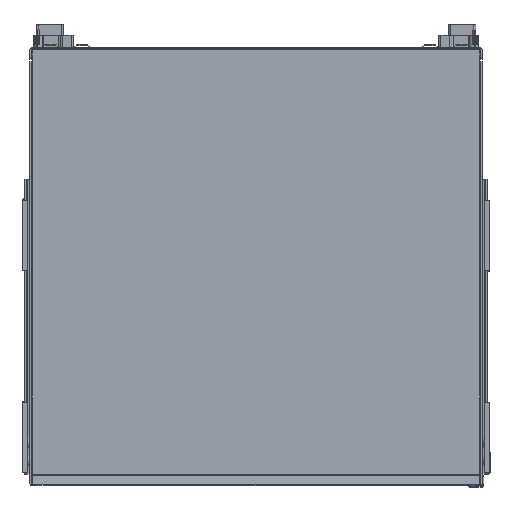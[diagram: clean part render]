
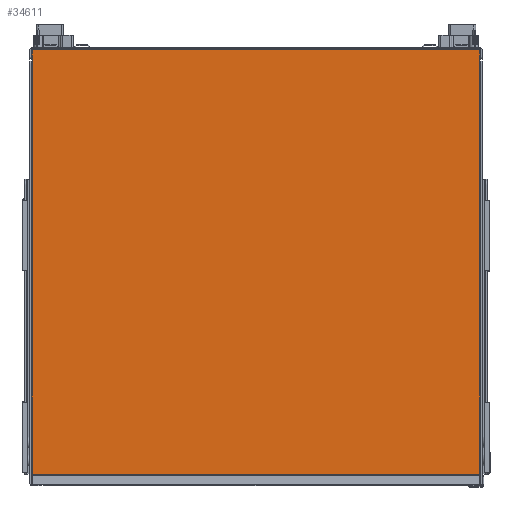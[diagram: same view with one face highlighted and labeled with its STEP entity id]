
A CAD part, top view. The second image highlights one B-rep face of the part: STEP entity #34611.
In plain terms, the highlighted planar face has unit normal (0, 0, 1).
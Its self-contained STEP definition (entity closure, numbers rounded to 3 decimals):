
#893=PLANE('',#36976);
#2434=FACE_OUTER_BOUND('',#4388,.T.);
#4388=EDGE_LOOP('',(#26362,#26363,#26364,#26365,#26366,#26367,#26368,#26369,
#26370,#26371,#26372,#26373,#26374,#26375));
#6104=LINE('',#49409,#10228);
#6126=LINE('',#49456,#10250);
#7261=LINE('',#54254,#11385);
#7264=LINE('',#54260,#11388);
#7265=LINE('',#54263,#11389);
#7267=LINE('',#54267,#11391);
#7271=LINE('',#54279,#11395);
#7272=LINE('',#54281,#11396);
#7273=LINE('',#54283,#11397);
#7274=LINE('',#54284,#11398);
#7275=LINE('',#54286,#11399);
#7276=LINE('',#54287,#11400);
#10228=VECTOR('',#39596,10.);
#10250=VECTOR('',#39628,10.);
#11385=VECTOR('',#41803,10.);
#11388=VECTOR('',#41808,10.);
#11389=VECTOR('',#41811,10.);
#11391=VECTOR('',#41815,10.);
#11395=VECTOR('',#41835,10.);
#11396=VECTOR('',#41838,10.);
#11397=VECTOR('',#41839,10.);
#11398=VECTOR('',#41840,10.);
#11399=VECTOR('',#41841,10.);
#11400=VECTOR('',#41842,10.);
#14290=CIRCLE('',#36437,1.);
#14293=CIRCLE('',#36443,1.);
#15267=VERTEX_POINT('',#49396);
#15268=VERTEX_POINT('',#49397);
#15272=VERTEX_POINT('',#49407);
#15290=VERTEX_POINT('',#49448);
#15291=VERTEX_POINT('',#49449);
#15292=VERTEX_POINT('',#49454);
#16168=VERTEX_POINT('',#54250);
#16169=VERTEX_POINT('',#54252);
#16170=VERTEX_POINT('',#54256);
#16171=VERTEX_POINT('',#54258);
#16172=VERTEX_POINT('',#54262);
#16173=VERTEX_POINT('',#54266);
#16174=VERTEX_POINT('',#54282);
#16175=VERTEX_POINT('',#54285);
#18632=EDGE_CURVE('',#15267,#15268,#14290,.T.);
#18638=EDGE_CURVE('',#15272,#15267,#6104,.T.);
#18658=EDGE_CURVE('',#15290,#15291,#14293,.T.);
#18662=EDGE_CURVE('',#15292,#15290,#6126,.T.);
#19946=EDGE_CURVE('',#16169,#16168,#7261,.T.);
#19949=EDGE_CURVE('',#16171,#16170,#7264,.T.);
#19950=EDGE_CURVE('',#16172,#15291,#7265,.T.);
#19952=EDGE_CURVE('',#15268,#16173,#7267,.T.);
#19960=EDGE_CURVE('',#16173,#15292,#7271,.T.);
#19961=EDGE_CURVE('',#16168,#15272,#7272,.T.);
#19962=EDGE_CURVE('',#16174,#16169,#7273,.T.);
#19963=EDGE_CURVE('',#16174,#16170,#7274,.T.);
#19964=EDGE_CURVE('',#16175,#16171,#7275,.T.);
#19965=EDGE_CURVE('',#16175,#16172,#7276,.T.);
#26362=ORIENTED_EDGE('',*,*,#18632,.F.);
#26363=ORIENTED_EDGE('',*,*,#18638,.F.);
#26364=ORIENTED_EDGE('',*,*,#19961,.F.);
#26365=ORIENTED_EDGE('',*,*,#19946,.F.);
#26366=ORIENTED_EDGE('',*,*,#19962,.F.);
#26367=ORIENTED_EDGE('',*,*,#19963,.T.);
#26368=ORIENTED_EDGE('',*,*,#19949,.F.);
#26369=ORIENTED_EDGE('',*,*,#19964,.F.);
#26370=ORIENTED_EDGE('',*,*,#19965,.T.);
#26371=ORIENTED_EDGE('',*,*,#19950,.T.);
#26372=ORIENTED_EDGE('',*,*,#18658,.F.);
#26373=ORIENTED_EDGE('',*,*,#18662,.F.);
#26374=ORIENTED_EDGE('',*,*,#19960,.F.);
#26375=ORIENTED_EDGE('',*,*,#19952,.F.);
#34611=ADVANCED_FACE('',(#2434),#893,.T.);
#36437=AXIS2_PLACEMENT_3D('',#49398,#39586,#39587);
#36443=AXIS2_PLACEMENT_3D('',#49450,#39621,#39622);
#36976=AXIS2_PLACEMENT_3D('',#54280,#41836,#41837);
#39586=DIRECTION('center_axis',(0.,0.,-1.));
#39587=DIRECTION('ref_axis',(-0.707,0.707,0.));
#39596=DIRECTION('',(0.,1.,0.));
#39621=DIRECTION('center_axis',(0.,0.,-1.));
#39622=DIRECTION('ref_axis',(0.707,0.707,0.));
#39628=DIRECTION('',(1.,0.,0.));
#41803=DIRECTION('',(-1.,0.,0.));
#41808=DIRECTION('',(0.,-1.,0.));
#41811=DIRECTION('',(0.,1.,0.));
#41815=DIRECTION('',(1.,0.,0.));
#41835=DIRECTION('',(1.,0.,0.));
#41836=DIRECTION('center_axis',(0.,0.,1.));
#41837=DIRECTION('ref_axis',(1.,0.,0.));
#41838=DIRECTION('',(0.,1.,0.));
#41839=DIRECTION('',(0.,1.,0.));
#41840=DIRECTION('',(1.,0.,0.));
#41841=DIRECTION('',(-1.,0.,0.));
#41842=DIRECTION('',(0.,1.,0.));
#49396=CARTESIAN_POINT('',(-247.75,483.35,1.25));
#49397=CARTESIAN_POINT('',(-246.75,484.35,1.25));
#49398=CARTESIAN_POINT('Origin',(-246.75,483.35,1.25));
#49407=CARTESIAN_POINT('',(-247.75,471.65,1.25));
#49409=CARTESIAN_POINT('',(-247.75,471.65,1.25));
#49448=CARTESIAN_POINT('',(246.75,484.35,1.25));
#49449=CARTESIAN_POINT('',(247.75,483.35,1.25));
#49450=CARTESIAN_POINT('Origin',(246.75,483.35,1.25));
#49454=CARTESIAN_POINT('',(240.05,484.35,1.25));
#49456=CARTESIAN_POINT('',(240.05,484.35,1.25));
#54250=CARTESIAN_POINT('',(-247.75,13.65,1.25));
#54252=CARTESIAN_POINT('',(-235.05,13.65,1.25));
#54254=CARTESIAN_POINT('',(-235.05,13.65,1.25));
#54256=CARTESIAN_POINT('',(235.05,12.4,1.25));
#54258=CARTESIAN_POINT('',(235.05,13.65,1.25));
#54260=CARTESIAN_POINT('',(235.05,13.65,1.25));
#54262=CARTESIAN_POINT('',(247.75,471.65,1.25));
#54263=CARTESIAN_POINT('',(247.75,131.012,1.25));
#54266=CARTESIAN_POINT('',(-240.05,484.35,1.25));
#54267=CARTESIAN_POINT('',(240.05,484.35,1.25));
#54279=CARTESIAN_POINT('',(240.05,484.35,1.25));
#54280=CARTESIAN_POINT('Origin',(0.,248.375,
1.25));
#54281=CARTESIAN_POINT('',(-247.75,471.65,1.25));
#54282=CARTESIAN_POINT('',(-235.05,12.4,1.25));
#54283=CARTESIAN_POINT('',(-235.05,9.9,1.25));
#54284=CARTESIAN_POINT('',(117.525,12.4,1.25));
#54285=CARTESIAN_POINT('',(247.75,13.65,1.25));
#54286=CARTESIAN_POINT('',(250.25,13.65,1.25));
#54287=CARTESIAN_POINT('',(247.75,131.012,1.25));
